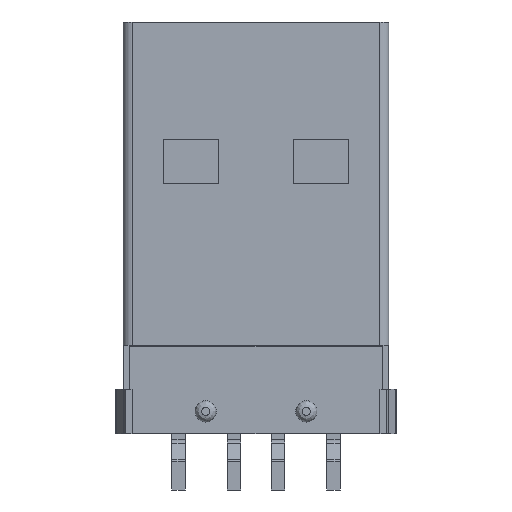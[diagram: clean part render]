
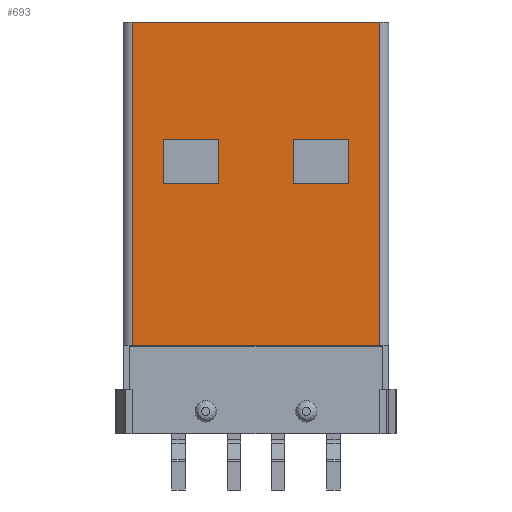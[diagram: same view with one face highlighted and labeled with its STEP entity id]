
A CAD part, front view. The second image highlights one B-rep face of the part: STEP entity #693.
In plain terms, the highlighted planar face has unit normal (0, -1, 0).
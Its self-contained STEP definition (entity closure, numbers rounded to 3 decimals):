
#693 = ADVANCED_FACE( '', ( #1417, #1418, #1419 ), #1420, .F. );
#1417 = FACE_BOUND( '', #2216, .T. );
#1418 = FACE_BOUND( '', #2217, .T. );
#1419 = FACE_OUTER_BOUND( '', #2218, .T. );
#1420 = PLANE( '', #2219 );
#2216 = EDGE_LOOP( '', ( #4259, #4260, #4261, #4262 ) );
#2217 = EDGE_LOOP( '', ( #4263, #4264, #4265, #4266 ) );
#2218 = EDGE_LOOP( '', ( #4267, #4268, #4269, #4270 ) );
#2219 = AXIS2_PLACEMENT_3D( '', #4271, #4272, #4273 );
#4259 = ORIENTED_EDGE( '', *, *, #5504, .F. );
#4260 = ORIENTED_EDGE( '', *, *, #5419, .T. );
#4261 = ORIENTED_EDGE( '', *, *, #5631, .T. );
#4262 = ORIENTED_EDGE( '', *, *, #5632, .F. );
#4263 = ORIENTED_EDGE( '', *, *, #5626, .F. );
#4264 = ORIENTED_EDGE( '', *, *, #5633, .T. );
#4265 = ORIENTED_EDGE( '', *, *, #5385, .T. );
#4266 = ORIENTED_EDGE( '', *, *, #4924, .F. );
#4267 = ORIENTED_EDGE( '', *, *, #5605, .T. );
#4268 = ORIENTED_EDGE( '', *, *, #4969, .F. );
#4269 = ORIENTED_EDGE( '', *, *, #4843, .F. );
#4270 = ORIENTED_EDGE( '', *, *, #5634, .T. );
#4271 = CARTESIAN_POINT( '', ( -5.6, 0., 9.3 ) );
#4272 = DIRECTION( '', ( 0., 1., 0. ) );
#4273 = DIRECTION( '', ( 0., 0., 1. ) );
#4843 = EDGE_CURVE( '', #5829, #5831, #5832, .T. );
#4924 = EDGE_CURVE( '', #5977, #5979, #5980, .T. );
#4969 = EDGE_CURVE( '', #5831, #6056, #6060, .T. );
#5385 = EDGE_CURVE( '', #6730, #5979, #6731, .T. );
#5419 = EDGE_CURVE( '', #6778, #6776, #6779, .T. );
#5504 = EDGE_CURVE( '', #6778, #6882, #6883, .T. );
#5605 = EDGE_CURVE( '', #7005, #6056, #7006, .T. );
#5626 = EDGE_CURVE( '', #7028, #5977, #7030, .T. );
#5631 = EDGE_CURVE( '', #6776, #7035, #7036, .T. );
#5632 = EDGE_CURVE( '', #6882, #7035, #7037, .T. );
#5633 = EDGE_CURVE( '', #7028, #6730, #7038, .T. );
#5634 = EDGE_CURVE( '', #5829, #7005, #7039, .T. );
#5829 = VERTEX_POINT( '', #7276 );
#5831 = VERTEX_POINT( '', #7278 );
#5832 = LINE( '', #7279, #7280 );
#5977 = VERTEX_POINT( '', #7474 );
#5979 = VERTEX_POINT( '', #7477 );
#5980 = LINE( '', #7478, #7479 );
#6056 = VERTEX_POINT( '', #7593 );
#6060 = LINE( '', #7598, #7599 );
#6730 = VERTEX_POINT( '', #8584 );
#6731 = LINE( '', #8585, #8586 );
#6776 = VERTEX_POINT( '', #8652 );
#6778 = VERTEX_POINT( '', #8655 );
#6779 = LINE( '', #8656, #8657 );
#6882 = VERTEX_POINT( '', #8810 );
#6883 = LINE( '', #8811, #8812 );
#7005 = VERTEX_POINT( '', #8979 );
#7006 = LINE( '', #8980, #8981 );
#7028 = VERTEX_POINT( '', #9013 );
#7030 = LINE( '', #9016, #9017 );
#7035 = VERTEX_POINT( '', #9024 );
#7036 = LINE( '', #9025, #9026 );
#7037 = LINE( '', #9027, #9028 );
#7038 = LINE( '', #9029, #9030 );
#7039 = LINE( '', #9031, #9032 );
#7276 = CARTESIAN_POINT( '', ( -5.6, 0., 9.3 ) );
#7278 = CARTESIAN_POINT( '', ( 5.6, 0., 9.3 ) );
#7279 = CARTESIAN_POINT( '', ( -5.6, 0., 9.3 ) );
#7280 = VECTOR( '', #9243, 1000. );
#7474 = CARTESIAN_POINT( '', ( -4.2, 0., 4. ) );
#7477 = CARTESIAN_POINT( '', ( -4.2, 0., 2. ) );
#7478 = CARTESIAN_POINT( '', ( -4.2, 0., 4. ) );
#7479 = VECTOR( '', #9357, 1000. );
#7593 = CARTESIAN_POINT( '', ( 5.6, 0., -5.3 ) );
#7598 = CARTESIAN_POINT( '', ( 5.6, 0., 9.3 ) );
#7599 = VECTOR( '', #9400, 1000. );
#8584 = CARTESIAN_POINT( '', ( -1.7, 0., 2. ) );
#8585 = CARTESIAN_POINT( '', ( -1.7, 0., 2. ) );
#8586 = VECTOR( '', #9788, 1000. );
#8652 = CARTESIAN_POINT( '', ( 4.2, 0., 2. ) );
#8655 = CARTESIAN_POINT( '', ( 4.2, 0., 4. ) );
#8656 = CARTESIAN_POINT( '', ( 4.2, 0., 4. ) );
#8657 = VECTOR( '', #9817, 1000. );
#8810 = CARTESIAN_POINT( '', ( 1.7, 0., 4. ) );
#8811 = CARTESIAN_POINT( '', ( 4.2, 0., 4. ) );
#8812 = VECTOR( '', #9889, 1000. );
#8979 = CARTESIAN_POINT( '', ( -5.6, 0., -5.3 ) );
#8980 = CARTESIAN_POINT( '', ( -5.6, 0., -5.3 ) );
#8981 = VECTOR( '', #9974, 1000. );
#9013 = CARTESIAN_POINT( '', ( -1.7, 0., 4. ) );
#9016 = CARTESIAN_POINT( '', ( -1.7, 0., 4. ) );
#9017 = VECTOR( '', #9989, 1000. );
#9024 = CARTESIAN_POINT( '', ( 1.7, 0., 2. ) );
#9025 = CARTESIAN_POINT( '', ( 4.2, 0., 2. ) );
#9026 = VECTOR( '', #9992, 1000. );
#9027 = CARTESIAN_POINT( '', ( 1.7, 0., 4. ) );
#9028 = VECTOR( '', #9993, 1000. );
#9029 = CARTESIAN_POINT( '', ( -1.7, 0., 4. ) );
#9030 = VECTOR( '', #9994, 1000. );
#9031 = CARTESIAN_POINT( '', ( -5.6, 0., 9.3 ) );
#9032 = VECTOR( '', #9995, 1000. );
#9243 = DIRECTION( '', ( 1., 0., 0. ) );
#9357 = DIRECTION( '', ( 0., 0., -1. ) );
#9400 = DIRECTION( '', ( 0., 0., -1. ) );
#9788 = DIRECTION( '', ( -1., 0., 0. ) );
#9817 = DIRECTION( '', ( 0., 0., -1. ) );
#9889 = DIRECTION( '', ( -1., 0., 0. ) );
#9974 = DIRECTION( '', ( 1., 0., 0. ) );
#9989 = DIRECTION( '', ( -1., 0., 0. ) );
#9992 = DIRECTION( '', ( -1., 0., 0. ) );
#9993 = DIRECTION( '', ( 0., 0., -1. ) );
#9994 = DIRECTION( '', ( 0., 0., -1. ) );
#9995 = DIRECTION( '', ( 0., 0., -1. ) );
